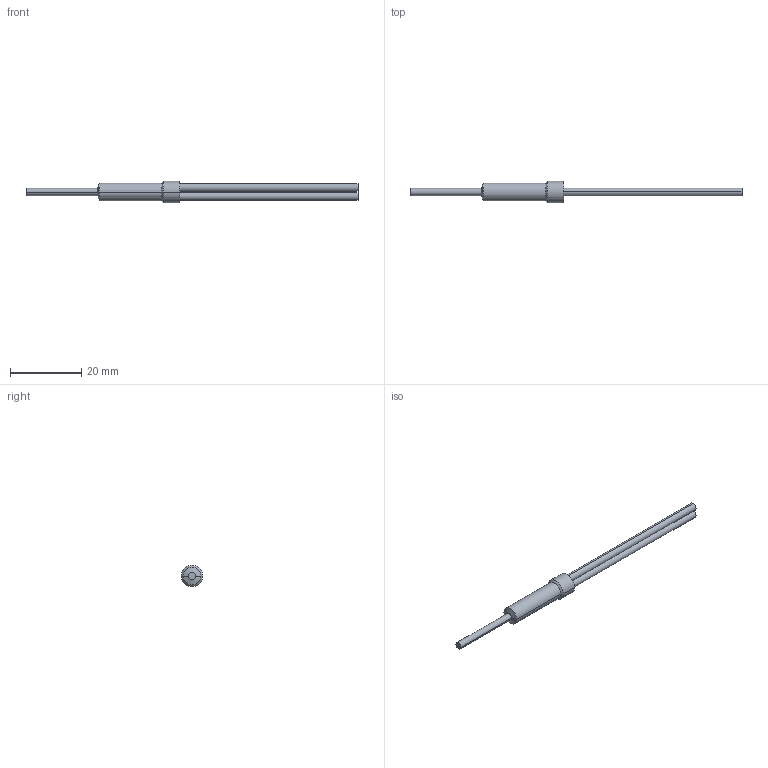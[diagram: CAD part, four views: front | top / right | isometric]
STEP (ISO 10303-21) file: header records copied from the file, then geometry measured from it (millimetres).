
FILE_DESCRIPTION((''),'2;1');
FILE_NAME('PRJS053-A','2020-06-08T09:55:58',('Administrator'),(''),'CREO PARAMETRIC BY PTC INC, 2018400','CREO PARAMETRIC BY PTC INC, 2018400','');
FILE_SCHEMA(('AUTOMOTIVE_DESIGN { 1 0 10303 214 1 1 1 1 }'));
Length unit declared in the file: millimetre
Products named in the file (1): PRJS053-A
Bounding box: 93 x 6 x 6 mm (x, y, z)
Volume: 930.8 mm3; surface area: 1237.5 mm2
Topology: 1 solids, 1 shells, 18 faces, 34 edges, 20 vertices
Faces by surface type: cylinder 10, cone 4, plane 4
Entity records: 697 total; most frequent: DIRECTION 90, CARTESIAN_POINT 74, ORIENTED_EDGE 68, PRESENTATION_STYLE_ASSIGNMENT 41, AXIS2_PLACEMENT_3D 38, STYLED_ITEM 35, CURVE_STYLE 34, EDGE_CURVE 34
